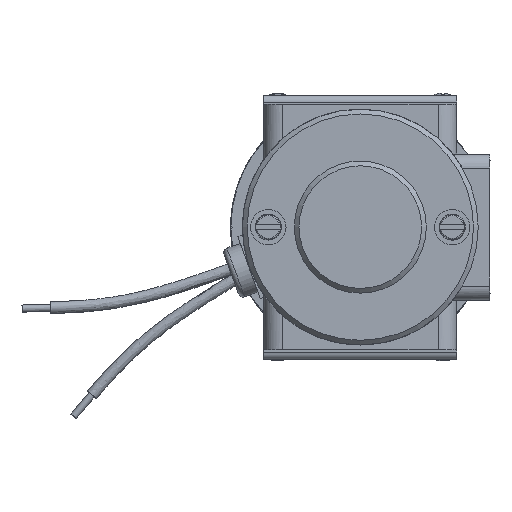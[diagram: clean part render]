
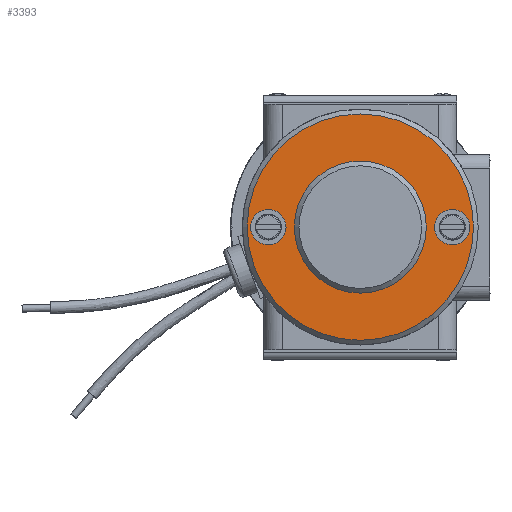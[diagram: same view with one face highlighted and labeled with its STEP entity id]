
A CAD part, left-side view. The second image highlights one B-rep face of the part: STEP entity #3393.
In plain terms, the highlighted planar face has unit normal (-1, 0, 0).
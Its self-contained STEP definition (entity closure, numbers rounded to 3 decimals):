
#116 = EDGE_LOOP ( 'NONE', ( #7316 ) ) ;
#626 = ORIENTED_EDGE ( 'NONE', *, *, #8124, .T. ) ;
#885 = EDGE_LOOP ( 'NONE', ( #626 ) ) ;
#1136 = EDGE_CURVE ( 'NONE', #5571, #5571, #10044, .T. ) ;
#1170 = DIRECTION ( 'NONE',  ( 0., 0., 1. ) ) ;
#1173 = ORIENTED_EDGE ( 'NONE', *, *, #2630, .F. ) ;
#1181 = DIRECTION ( 'NONE',  ( -1., 0., 0. ) ) ;
#1182 = CARTESIAN_POINT ( 'NONE',  ( -36., 0., 0. ) ) ;
#1314 = EDGE_LOOP ( 'NONE', ( #4327 ) ) ;
#1809 = EDGE_CURVE ( 'NONE', #5502, #5502, #6499, .T. ) ;
#2596 = DIRECTION ( 'NONE',  ( 0., 0., 1. ) ) ;
#2615 = DIRECTION ( 'NONE',  ( -1., 0., 0. ) ) ;
#2630 = EDGE_CURVE ( 'NONE', #5413, #5413, #11514, .T. ) ;
#2636 = CARTESIAN_POINT ( 'NONE',  ( -36., 0., 0. ) ) ;
#2657 = PLANE ( 'NONE',  #7571 ) ;
#2676 = FACE_BOUND ( 'NONE', #116, .T. ) ;
#2691 = FACE_OUTER_BOUND ( 'NONE', #885, .T. ) ;
#2704 = FACE_BOUND ( 'NONE', #4396, .T. ) ;
#2721 = FACE_BOUND ( 'NONE', #1314, .T. ) ;
#3393 = ADVANCED_FACE ( 'Defeature ausgef�hrt1_84', ( #2721, #2704, #2691, #2676 ), #2657, .T. ) ;
#4327 = ORIENTED_EDGE ( 'NONE', *, *, #1136, .F. ) ;
#4396 = EDGE_LOOP ( 'NONE', ( #1173 ) ) ;
#4961 = CARTESIAN_POINT ( 'NONE',  ( -36., 0., 24. ) ) ;
#4966 = VERTEX_POINT ( 'NONE', #4961 ) ;
#5410 = CARTESIAN_POINT ( 'NONE',  ( -36., -19.5, -3.75 ) ) ;
#5413 = VERTEX_POINT ( 'NONE', #5410 ) ;
#5498 = CARTESIAN_POINT ( 'NONE',  ( -36., 0., 14. ) ) ;
#5502 = VERTEX_POINT ( 'NONE', #5498 ) ;
#5569 = CARTESIAN_POINT ( 'NONE',  ( -36., 19.5, 3.75 ) ) ;
#5571 = VERTEX_POINT ( 'NONE', #5569 ) ;
#5708 = DIRECTION ( 'NONE',  ( 0., 0., 1. ) ) ;
#5724 = DIRECTION ( 'NONE',  ( -1., 0., 0. ) ) ;
#5742 = CARTESIAN_POINT ( 'NONE',  ( -36., 19.5, 0. ) ) ;
#6138 = CIRCLE ( 'NONE', #6152, 24. ) ;
#6152 = AXIS2_PLACEMENT_3D ( 'NONE', #9528, #9512, #9501 ) ;
#6333 = AXIS2_PLACEMENT_3D ( 'NONE', #1182, #1181, #1170 ) ;
#6499 = CIRCLE ( 'NONE', #6333, 14. ) ;
#7316 = ORIENTED_EDGE ( 'NONE', *, *, #1809, .F. ) ;
#7571 = AXIS2_PLACEMENT_3D ( 'NONE', #2636, #2615, #2596 ) ;
#8124 = EDGE_CURVE ( 'NONE', #4966, #4966, #6138, .T. ) ;
#8535 = DIRECTION ( 'NONE',  ( 0., 0., -1. ) ) ;
#8548 = DIRECTION ( 'NONE',  ( -1., 0., 0. ) ) ;
#8559 = CARTESIAN_POINT ( 'NONE',  ( -36., -19.5, 0. ) ) ;
#9501 = DIRECTION ( 'NONE',  ( 0., 0., 1. ) ) ;
#9512 = DIRECTION ( 'NONE',  ( -1., 0., 0. ) ) ;
#9528 = CARTESIAN_POINT ( 'NONE',  ( -36., 0., 0. ) ) ;
#9911 = AXIS2_PLACEMENT_3D ( 'NONE', #5742, #5724, #5708 ) ;
#10044 = CIRCLE ( 'NONE', #9911, 3.75 ) ;
#11514 = CIRCLE ( 'NONE', #11516, 3.75 ) ;
#11516 = AXIS2_PLACEMENT_3D ( 'NONE', #8559, #8548, #8535 ) ;
